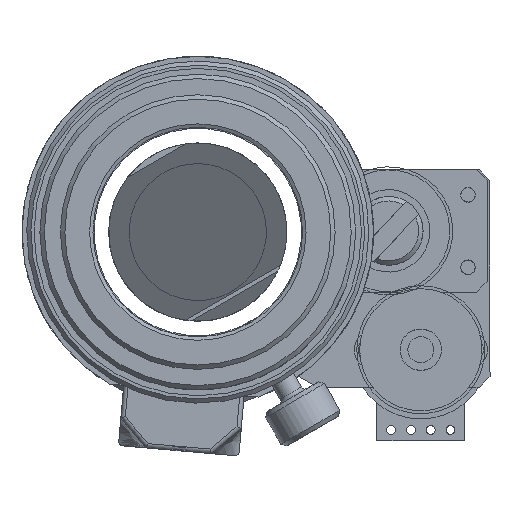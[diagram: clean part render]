
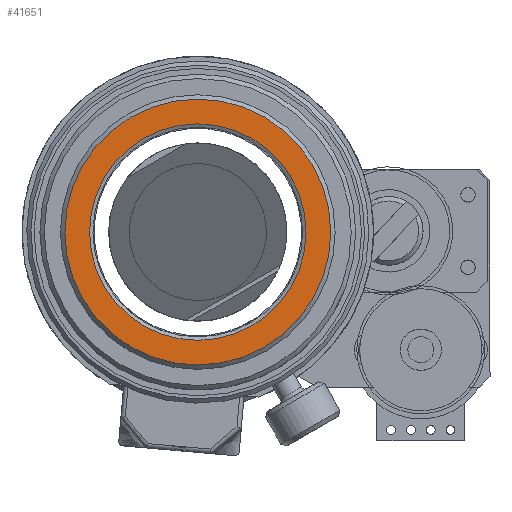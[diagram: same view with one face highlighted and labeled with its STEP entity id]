
A CAD part, left-side view. The second image highlights one B-rep face of the part: STEP entity #41651.
In plain terms, the highlighted planar face has unit normal (-1, 0, 0).
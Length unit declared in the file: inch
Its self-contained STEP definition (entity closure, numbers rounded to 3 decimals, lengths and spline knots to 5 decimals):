
#41617=CARTESIAN_POINT('',(0.0,0.605,0.));
#41618=VERTEX_POINT('',#41617);
#41619=CARTESIAN_POINT('',(0.0,0.0,0.0));
#41620=DIRECTION('',(1.0,0.0,0.0));
#41621=DIRECTION('',(0.0,-1.0,0.0));
#41622=AXIS2_PLACEMENT_3D('',#41619,#41620,#41621);
#41623=CIRCLE('',#41622,0.605);
#41624=EDGE_CURVE('',#41618,#41618,#41623,.T.);
#41632=CARTESIAN_POINT('',(0.0,0.551,0.0));
#41633=DIRECTION('',(-1.0,0.0,0.0));
#41634=DIRECTION('',(0.0,0.0,1.0));
#41635=AXIS2_PLACEMENT_3D('',#41632,#41633,#41634);
#41636=PLANE('',#41635);
#41637=ORIENTED_EDGE('',*,*,#41624,.F.);
#41638=EDGE_LOOP('',(#41637));
#41639=FACE_OUTER_BOUND('',#41638,.T.);
#41640=CARTESIAN_POINT('',(0.0,0.49259,0.));
#41641=VERTEX_POINT('',#41640);
#41642=CARTESIAN_POINT('',(0.0,0.0,0.0));
#41643=DIRECTION('',(-1.0,0.0,0.0));
#41644=DIRECTION('',(0.0,-1.0,0.0));
#41645=AXIS2_PLACEMENT_3D('',#41642,#41643,#41644);
#41646=CIRCLE('',#41645,0.49259);
#41647=EDGE_CURVE('',#41641,#41641,#41646,.T.);
#41648=ORIENTED_EDGE('',*,*,#41647,.F.);
#41649=EDGE_LOOP('',(#41648));
#41650=FACE_BOUND('',#41649,.T.);
#41651=ADVANCED_FACE('',(#41639,#41650),#41636,.T.);
